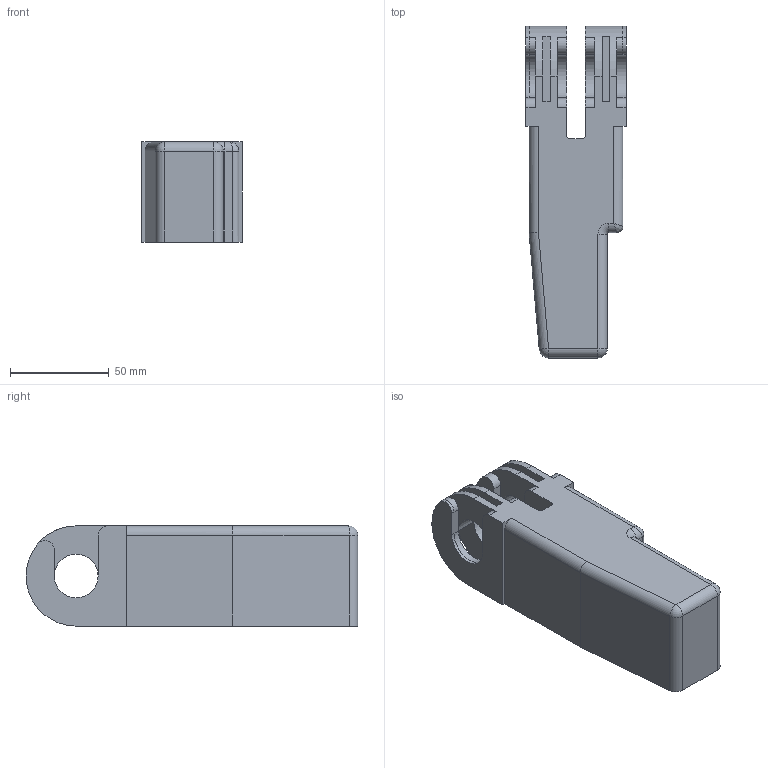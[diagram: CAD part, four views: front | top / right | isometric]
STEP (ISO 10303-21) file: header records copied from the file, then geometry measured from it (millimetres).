
FILE_DESCRIPTION(('CATIA V5 STEP Exchange','CAx-IF Rec.Pracs.--- Model Styling and Organization---1.5--- 2016-08-15','CAx-IF Rec.Pracs.---Supplemental Geometry---1.0---2011-11-01','CAx-IF Rec.Pracs.--- Composite Materials ---1.1---2010-07-15'),'2;1');
FILE_NAME('DE1318 FLIPPER OPPOSITE.stp','2025-08-08T14:44:15+00:00',('none'),('none'),'CATIA Version 5-6 Release 2024 SP3','CATIA V5 STEP AP214 Edition 3 v3','none');
FILE_SCHEMA(('AUTOMOTIVE_DESIGN { 1 0 10303 214 3 1 1 1 }'));
Length unit declared in the file: inch
Products named in the file (1): DE1318 FLIPPER OPPOSITE MAC08340s
Bounding box: 50.8 x 168.28 x 50.8 mm (x, y, z)
Volume: 156976 mm3; surface area: 67137.1 mm2
Topology: 1 solids, 1 shells, 119 faces, 356 edges, 232 vertices
Faces by surface type: plane 73, cylinder 41, sphere 2, torus 1, bspline 1, extrusion 1
Entity records: 3931 total; most frequent: CARTESIAN_POINT 896, ORIENTED_EDGE 706, DIRECTION 493, EDGE_CURVE 353, VECTOR 254, LINE 253, VERTEX_POINT 232, AXIS2_PLACEMENT_3D 162
